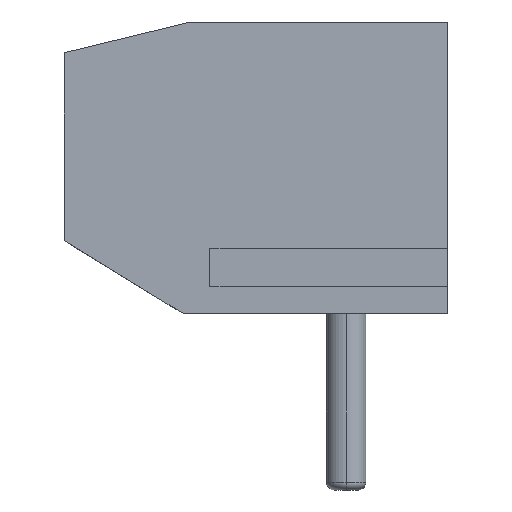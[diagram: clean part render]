
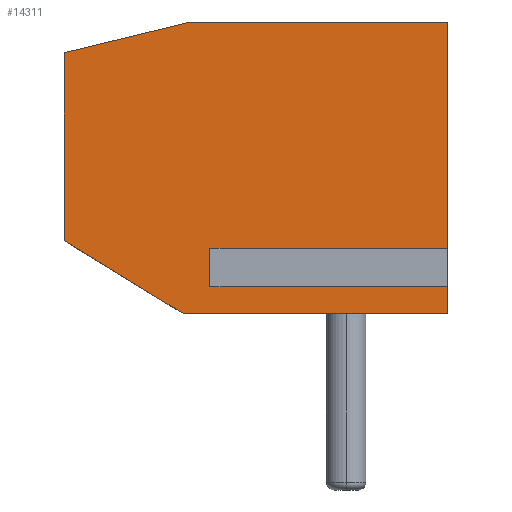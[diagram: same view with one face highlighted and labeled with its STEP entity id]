
A CAD part, left-side view. The second image highlights one B-rep face of the part: STEP entity #14311.
In plain terms, the highlighted planar face has unit normal (-1, 0, 0).
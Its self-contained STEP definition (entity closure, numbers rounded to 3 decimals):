
#196 = LINE ( 'NONE', #24451, #14956 ) ;
#523 = LINE ( 'NONE', #6885, #2049 ) ;
#960 = CARTESIAN_POINT ( 'NONE',  ( 0., 10., 1.9 ) ) ;
#1359 = CARTESIAN_POINT ( 'NONE',  ( 0., 10., 6.8 ) ) ;
#1474 = DIRECTION ( 'NONE',  ( 0., -0.972, 0.236 ) ) ;
#1549 = ORIENTED_EDGE ( 'NONE', *, *, #14681, .F. ) ;
#1901 = VECTOR ( 'NONE', #7158, 1000. ) ;
#2049 = VECTOR ( 'NONE', #20704, 1000. ) ;
#2279 = VERTEX_POINT ( 'NONE', #6262 ) ;
#2520 = ORIENTED_EDGE ( 'NONE', *, *, #14410, .F. ) ;
#3077 = DIRECTION ( 'NONE',  ( 1., 0., 0. ) ) ;
#3340 = FACE_OUTER_BOUND ( 'NONE', #20668, .T. ) ;
#3542 = CARTESIAN_POINT ( 'NONE',  ( 0., 6.7, 7.6 ) ) ;
#4432 = EDGE_CURVE ( 'NONE', #17329, #22213, #19519, .T. ) ;
#4520 = EDGE_CURVE ( 'NONE', #5654, #20919, #13873, .T. ) ;
#4567 = EDGE_CURVE ( 'NONE', #2279, #20698, #196, .T. ) ;
#4694 = ORIENTED_EDGE ( 'NONE', *, *, #4432, .F. ) ;
#5654 = VERTEX_POINT ( 'NONE', #7742 ) ;
#6262 = CARTESIAN_POINT ( 'NONE',  ( 0., 6.2, 0.918 ) ) ;
#6536 = VECTOR ( 'NONE', #12312, 1000. ) ;
#6885 = CARTESIAN_POINT ( 'NONE',  ( 0., 0., 7.6 ) ) ;
#7158 = DIRECTION ( 'NONE',  ( 0., 0., 1. ) ) ;
#7447 = LINE ( 'NONE', #17373, #13283 ) ;
#7521 = CARTESIAN_POINT ( 'NONE',  ( 0., 10., 1.9 ) ) ;
#7742 = CARTESIAN_POINT ( 'NONE',  ( 0., 6.9, 0. ) ) ;
#8481 = LINE ( 'NONE', #22687, #6536 ) ;
#9125 = CARTESIAN_POINT ( 'NONE',  ( 0., 10., 7.6 ) ) ;
#10318 = CARTESIAN_POINT ( 'NONE',  ( 0., 0., 0.918 ) ) ;
#10562 = EDGE_CURVE ( 'NONE', #10942, #22213, #523, .T. ) ;
#10942 = VERTEX_POINT ( 'NONE', #11682 ) ;
#11085 = DIRECTION ( 'NONE',  ( 0., -1., 0. ) ) ;
#11253 = LINE ( 'NONE', #15244, #1901 ) ;
#11292 = CARTESIAN_POINT ( 'NONE',  ( 0., 10., 7.6 ) ) ;
#11682 = CARTESIAN_POINT ( 'NONE',  ( 0., 0., 1.482 ) ) ;
#12184 = ORIENTED_EDGE ( 'NONE', *, *, #4520, .F. ) ;
#12312 = DIRECTION ( 'NONE',  ( 0., 0., 1. ) ) ;
#12454 = VERTEX_POINT ( 'NONE', #10318 ) ;
#12463 = ORIENTED_EDGE ( 'NONE', *, *, #14145, .T. ) ;
#13034 = PLANE ( 'NONE',  #16683 ) ;
#13069 = CARTESIAN_POINT ( 'NONE',  ( 0., 6.2, 1.482 ) ) ;
#13283 = VECTOR ( 'NONE', #25248, 1000. ) ;
#13731 = VECTOR ( 'NONE', #20484, 1000. ) ;
#13873 = LINE ( 'NONE', #7521, #24516 ) ;
#13905 = LINE ( 'NONE', #17993, #22080 ) ;
#14053 = ORIENTED_EDGE ( 'NONE', *, *, #14512, .T. ) ;
#14145 = EDGE_CURVE ( 'NONE', #5654, #14516, #18692, .T. ) ;
#14290 = CARTESIAN_POINT ( 'NONE',  ( 0., 0., 7.6 ) ) ;
#14311 = ADVANCED_FACE ( 'NONE', ( #3340 ), #13034, .F. ) ;
#14410 = EDGE_CURVE ( 'NONE', #20919, #14815, #8481, .T. ) ;
#14512 = EDGE_CURVE ( 'NONE', #14516, #12454, #11253, .T. ) ;
#14516 = VERTEX_POINT ( 'NONE', #19182 ) ;
#14681 = EDGE_CURVE ( 'NONE', #2279, #12454, #13905, .T. ) ;
#14815 = VERTEX_POINT ( 'NONE', #22247 ) ;
#14956 = VECTOR ( 'NONE', #22617, 1000. ) ;
#15244 = CARTESIAN_POINT ( 'NONE',  ( 0., 0., 7.6 ) ) ;
#15610 = DIRECTION ( 'NONE',  ( 0., -1., 0. ) ) ;
#16683 = AXIS2_PLACEMENT_3D ( 'NONE', #11292, #3077, #19342 ) ;
#17136 = VECTOR ( 'NONE', #1474, 1000. ) ;
#17329 = VERTEX_POINT ( 'NONE', #3542 ) ;
#17373 = CARTESIAN_POINT ( 'NONE',  ( 0., 6.2, 1.482 ) ) ;
#17618 = EDGE_CURVE ( 'NONE', #14815, #17329, #19343, .T. ) ;
#17993 = CARTESIAN_POINT ( 'NONE',  ( 0., 6.2, 0.918 ) ) ;
#18431 = CARTESIAN_POINT ( 'NONE',  ( 0., 10., 0. ) ) ;
#18692 = LINE ( 'NONE', #18431, #13731 ) ;
#19182 = CARTESIAN_POINT ( 'NONE',  ( 0., 0., 0. ) ) ;
#19342 = DIRECTION ( 'NONE',  ( 0., 0., -1. ) ) ;
#19343 = LINE ( 'NONE', #1359, #17136 ) ;
#19519 = LINE ( 'NONE', #9125, #19535 ) ;
#19535 = VECTOR ( 'NONE', #11085, 1000. ) ;
#20484 = DIRECTION ( 'NONE',  ( 0., -1., 0. ) ) ;
#20668 = EDGE_LOOP ( 'NONE', ( #25812, #2520, #12184, #12463, #14053, #1549, #25557, #26048, #25621, #4694 ) ) ;
#20698 = VERTEX_POINT ( 'NONE', #13069 ) ;
#20704 = DIRECTION ( 'NONE',  ( 0., 0., 1. ) ) ;
#20919 = VERTEX_POINT ( 'NONE', #960 ) ;
#21824 = DIRECTION ( 'NONE',  ( 0., 0.853, 0.523 ) ) ;
#22080 = VECTOR ( 'NONE', #15610, 1000. ) ;
#22213 = VERTEX_POINT ( 'NONE', #14290 ) ;
#22247 = CARTESIAN_POINT ( 'NONE',  ( 0., 10., 6.8 ) ) ;
#22617 = DIRECTION ( 'NONE',  ( 0., 0., 1. ) ) ;
#22687 = CARTESIAN_POINT ( 'NONE',  ( 0., 10., 7.6 ) ) ;
#24404 = EDGE_CURVE ( 'NONE', #20698, #10942, #7447, .T. ) ;
#24451 = CARTESIAN_POINT ( 'NONE',  ( 0., 6.2, 0.918 ) ) ;
#24516 = VECTOR ( 'NONE', #21824, 1000. ) ;
#25248 = DIRECTION ( 'NONE',  ( 0., -1., 0. ) ) ;
#25557 = ORIENTED_EDGE ( 'NONE', *, *, #4567, .T. ) ;
#25621 = ORIENTED_EDGE ( 'NONE', *, *, #10562, .T. ) ;
#25812 = ORIENTED_EDGE ( 'NONE', *, *, #17618, .F. ) ;
#26048 = ORIENTED_EDGE ( 'NONE', *, *, #24404, .T. ) ;
